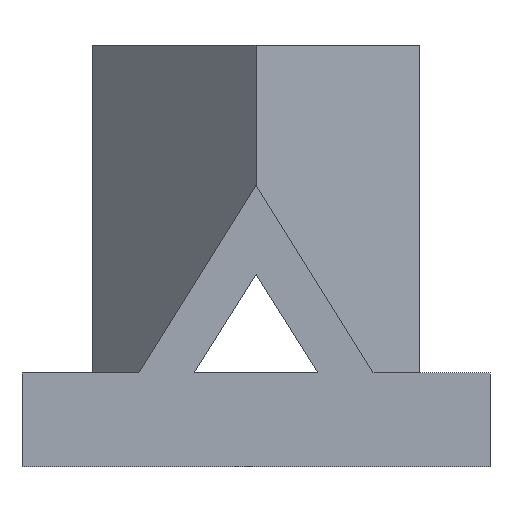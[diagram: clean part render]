
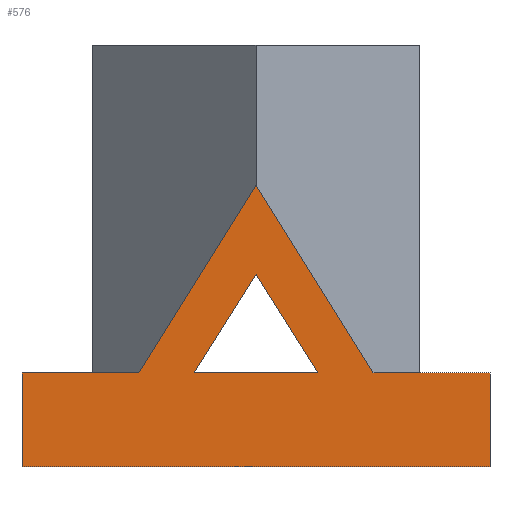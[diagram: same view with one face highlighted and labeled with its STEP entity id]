
A CAD part, left-side view. The second image highlights one B-rep face of the part: STEP entity #576.
In plain terms, the highlighted free-form (B-spline) face has degree [1, 1] with [2, 2] control points.
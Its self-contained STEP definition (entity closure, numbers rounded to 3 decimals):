
#95 = VERTEX_POINT('',#96);
#96 = CARTESIAN_POINT('',(-56.709,0.,
    46.651));
#101 = EDGE_CURVE('',#102,#95,#104,.T.);
#102 = VERTEX_POINT('',#103);
#103 = CARTESIAN_POINT('',(-56.709,14.98,
    22.684));
#104 = B_SPLINE_CURVE_WITH_KNOTS('',1,(#105,#106),.UNSPECIFIED.,.F.,.F.,
  (2,2),(-7.74,17.18),.PIECEWISE_BEZIER_KNOTS.);
#105 = CARTESIAN_POINT('',(-56.709,14.98,
    22.684));
#106 = CARTESIAN_POINT('',(-56.709,0.,
    46.651));
#156 = EDGE_CURVE('',#157,#102,#159,.T.);
#157 = VERTEX_POINT('',#158);
#158 = CARTESIAN_POINT('',(-56.709,-14.98,
    22.684));
#159 = B_SPLINE_CURVE_WITH_KNOTS('',1,(#160,#161),.UNSPECIFIED.,.F.,.F.,
  (2,2),(-6.604,19.811),.PIECEWISE_BEZIER_KNOTS.);
#160 = CARTESIAN_POINT('',(-56.709,-14.98,
    22.684));
#161 = CARTESIAN_POINT('',(-56.709,14.98,
    22.684));
#189 = EDGE_CURVE('',#95,#157,#190,.T.);
#190 = B_SPLINE_CURVE_WITH_KNOTS('',1,(#191,#192),.UNSPECIFIED.,.F.,.F.,
  (2,2),(-4.72,20.2),.PIECEWISE_BEZIER_KNOTS.);
#191 = CARTESIAN_POINT('',(-56.709,0.,
    46.651));
#192 = CARTESIAN_POINT('',(-56.709,-14.98,
    22.684));
#510 = VERTEX_POINT('',#511);
#511 = CARTESIAN_POINT('',(-56.709,56.709,
    22.684));
#516 = EDGE_CURVE('',#517,#510,#519,.T.);
#517 = VERTEX_POINT('',#518);
#518 = CARTESIAN_POINT('',(-56.709,28.355,
    22.684));
#519 = B_SPLINE_CURVE_WITH_KNOTS('',1,(#520,#521),.UNSPECIFIED.,.F.,.F.,
  (2,2),(-25.,0.),.PIECEWISE_BEZIER_KNOTS.);
#520 = CARTESIAN_POINT('',(-56.709,28.355,
    22.684));
#521 = CARTESIAN_POINT('',(-56.709,56.709,
    22.684));
#576 = ADVANCED_FACE('',(#577,#620),#625,.T.);
#577 = FACE_BOUND('',#578,.T.);
#578 = EDGE_LOOP('',(#579,#588,#595,#602,#607,#608,#615));
#579 = ORIENTED_EDGE('',*,*,#580,.T.);
#580 = EDGE_CURVE('',#581,#583,#585,.T.);
#581 = VERTEX_POINT('',#582);
#582 = CARTESIAN_POINT('',(-56.709,-56.709,0.));
#583 = VERTEX_POINT('',#584);
#584 = CARTESIAN_POINT('',(-56.709,-56.709,
    22.684));
#585 = B_SPLINE_CURVE_WITH_KNOTS('',1,(#586,#587),.UNSPECIFIED.,.F.,.F.,
  (2,2),(-20.,0.),.PIECEWISE_BEZIER_KNOTS.);
#586 = CARTESIAN_POINT('',(-56.709,-56.709,0.));
#587 = CARTESIAN_POINT('',(-56.709,-56.709,
    22.684));
#588 = ORIENTED_EDGE('',*,*,#589,.T.);
#589 = EDGE_CURVE('',#583,#590,#592,.T.);
#590 = VERTEX_POINT('',#591);
#591 = CARTESIAN_POINT('',(-56.709,-28.355,
    22.684));
#592 = B_SPLINE_CURVE_WITH_KNOTS('',1,(#593,#594),.UNSPECIFIED.,.F.,.F.,
  (2,2),(-25.,0.),.PIECEWISE_BEZIER_KNOTS.);
#593 = CARTESIAN_POINT('',(-56.709,-56.709,
    22.684));
#594 = CARTESIAN_POINT('',(-56.709,-28.355,
    22.684));
#595 = ORIENTED_EDGE('',*,*,#596,.T.);
#596 = EDGE_CURVE('',#590,#597,#599,.T.);
#597 = VERTEX_POINT('',#598);
#598 = CARTESIAN_POINT('',(-56.709,0.,68.051));
#599 = B_SPLINE_CURVE_WITH_KNOTS('',1,(#600,#601),.UNSPECIFIED.,.F.,.F.,
  (2,2),(-47.17,0.),.PIECEWISE_BEZIER_KNOTS.);
#600 = CARTESIAN_POINT('',(-56.709,-28.355,
    22.684));
#601 = CARTESIAN_POINT('',(-56.709,0.,68.051));
#602 = ORIENTED_EDGE('',*,*,#603,.T.);
#603 = EDGE_CURVE('',#597,#517,#604,.T.);
#604 = B_SPLINE_CURVE_WITH_KNOTS('',1,(#605,#606),.UNSPECIFIED.,.F.,.F.,
  (2,2),(-47.17,0.),.PIECEWISE_BEZIER_KNOTS.);
#605 = CARTESIAN_POINT('',(-56.709,0.,
    68.051));
#606 = CARTESIAN_POINT('',(-56.709,28.355,
    22.684));
#607 = ORIENTED_EDGE('',*,*,#516,.T.);
#608 = ORIENTED_EDGE('',*,*,#609,.T.);
#609 = EDGE_CURVE('',#510,#610,#612,.T.);
#610 = VERTEX_POINT('',#611);
#611 = CARTESIAN_POINT('',(-56.709,56.709,0.));
#612 = B_SPLINE_CURVE_WITH_KNOTS('',1,(#613,#614),.UNSPECIFIED.,.F.,.F.,
  (2,2),(-20.,0.),.PIECEWISE_BEZIER_KNOTS.);
#613 = CARTESIAN_POINT('',(-56.709,56.709,
    22.684));
#614 = CARTESIAN_POINT('',(-56.709,56.709,0.));
#615 = ORIENTED_EDGE('',*,*,#616,.T.);
#616 = EDGE_CURVE('',#610,#581,#617,.T.);
#617 = B_SPLINE_CURVE_WITH_KNOTS('',1,(#618,#619),.UNSPECIFIED.,.F.,.F.,
  (2,2),(-100.,0.),.PIECEWISE_BEZIER_KNOTS.);
#618 = CARTESIAN_POINT('',(-56.709,56.709,0.));
#619 = CARTESIAN_POINT('',(-56.709,-56.709,0.));
#620 = FACE_BOUND('',#621,.T.);
#621 = EDGE_LOOP('',(#622,#623,#624));
#622 = ORIENTED_EDGE('',*,*,#156,.T.);
#623 = ORIENTED_EDGE('',*,*,#101,.T.);
#624 = ORIENTED_EDGE('',*,*,#189,.T.);
#625 = B_SPLINE_SURFACE_WITH_KNOTS('',1,1,(
    (#626,#627)
    ,(#628,#629
    )),.UNSPECIFIED.,.F.,.F.,.F.,(2,2),(2,2),(-30.,30.),(-50.,50.),
  .PIECEWISE_BEZIER_KNOTS.);
#626 = CARTESIAN_POINT('',(-56.709,-56.709,0.));
#627 = CARTESIAN_POINT('',(-56.709,56.709,0.));
#628 = CARTESIAN_POINT('',(-56.709,-56.709,
    68.051));
#629 = CARTESIAN_POINT('',(-56.709,56.709,
    68.051));
